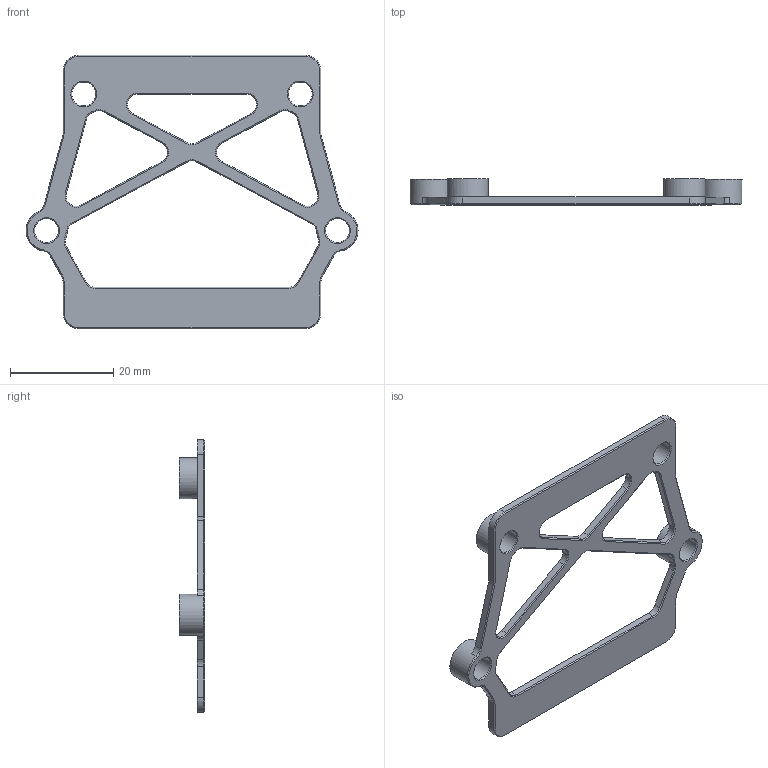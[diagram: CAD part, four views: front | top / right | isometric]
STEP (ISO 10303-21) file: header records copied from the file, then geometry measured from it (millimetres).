
FILE_DESCRIPTION(/* description */ (''),/* implementation_level */ '2;1');
FILE_NAME(/* name */ 'dcdc_converter_weld_mount.step',/* time_stamp */ '2020-09-11T11:52:31-07:00',/* author */ (''),/* organization */ (''),/* preprocessor_version */ 'ST-DEVELOPER v18.1',/* originating_system */ 'Autodesk Translation Framework v9.3.0.1241',/* authorisation */ '');
FILE_SCHEMA (('AUTOMOTIVE_DESIGN { 1 0 10303 214 3 1 1 }'));
Length unit declared in the file: millimetre
Products named in the file (1): dcdc_converter_weld_mount
Bounding box: 64.4 x 5 x 53 mm (x, y, z)
Volume: 2453.9 mm3; surface area: 3992.2 mm2
Topology: 1 solids, 1 shells, 133 faces, 335 edges, 201 vertices
Faces by surface type: plane 55, cone 40, cylinder 38
Full cylindrical faces by diameter (mm): 4.6 x4, 8 x4
Entity records: 4007 total; most frequent: DIRECTION 732, ORIENTED_EDGE 670, CARTESIAN_POINT 670, EDGE_CURVE 335, AXIS2_PLACEMENT_3D 263, LINE 206, VECTOR 206, VERTEX_POINT 201
